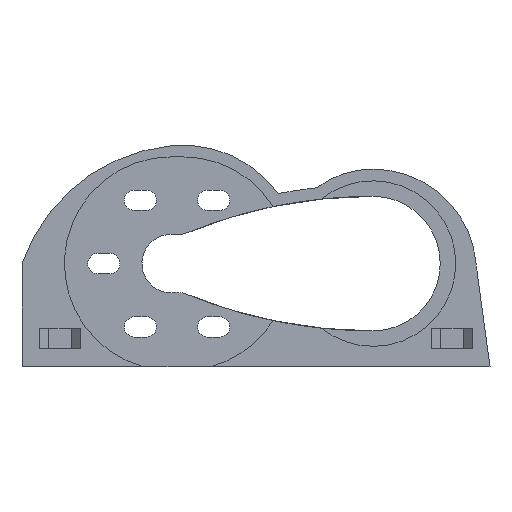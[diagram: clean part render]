
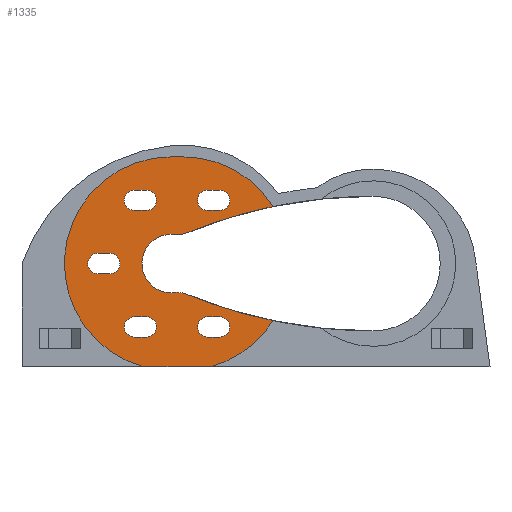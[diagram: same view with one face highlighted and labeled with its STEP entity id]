
A CAD part, left-side view. The second image highlights one B-rep face of the part: STEP entity #1335.
In plain terms, the highlighted planar face has unit normal (-1, 0, 0).
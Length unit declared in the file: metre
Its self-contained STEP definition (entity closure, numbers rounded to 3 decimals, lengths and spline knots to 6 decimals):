
#80=CIRCLE('',#1458,0.00175);
#81=CIRCLE('',#1459,0.00175);
#82=CIRCLE('',#1460,0.00175);
#83=CIRCLE('',#1461,0.00175);
#84=CIRCLE('',#1462,0.00175);
#85=CIRCLE('',#1463,0.00175);
#86=CIRCLE('',#1464,0.00175);
#87=CIRCLE('',#1465,0.00175);
#88=CIRCLE('',#1466,0.00175);
#89=CIRCLE('',#1467,0.00175);
#90=CIRCLE('',#1468,0.01825);
#91=CIRCLE('',#1469,0.0845);
#92=CIRCLE('',#1470,0.005);
#93=CIRCLE('',#1471,0.005);
#94=CIRCLE('',#1472,0.0845);
#95=CIRCLE('',#1473,0.01825);
#96=CIRCLE('',#1474,0.01825);
#175=ORIENTED_EDGE('',*,*,#569,.T.);
#176=ORIENTED_EDGE('',*,*,#570,.F.);
#177=ORIENTED_EDGE('',*,*,#571,.T.);
#178=ORIENTED_EDGE('',*,*,#572,.T.);
#179=ORIENTED_EDGE('',*,*,#573,.F.);
#180=ORIENTED_EDGE('',*,*,#574,.T.);
#181=ORIENTED_EDGE('',*,*,#575,.T.);
#182=ORIENTED_EDGE('',*,*,#576,.T.);
#183=ORIENTED_EDGE('',*,*,#577,.T.);
#184=ORIENTED_EDGE('',*,*,#578,.T.);
#185=ORIENTED_EDGE('',*,*,#579,.T.);
#186=ORIENTED_EDGE('',*,*,#580,.T.);
#187=ORIENTED_EDGE('',*,*,#581,.T.);
#188=ORIENTED_EDGE('',*,*,#582,.T.);
#189=ORIENTED_EDGE('',*,*,#583,.F.);
#190=ORIENTED_EDGE('',*,*,#584,.T.);
#191=ORIENTED_EDGE('',*,*,#585,.T.);
#192=ORIENTED_EDGE('',*,*,#586,.T.);
#193=ORIENTED_EDGE('',*,*,#587,.F.);
#194=ORIENTED_EDGE('',*,*,#588,.T.);
#195=ORIENTED_EDGE('',*,*,#589,.F.);
#196=ORIENTED_EDGE('',*,*,#590,.F.);
#197=ORIENTED_EDGE('',*,*,#591,.F.);
#198=ORIENTED_EDGE('',*,*,#592,.T.);
#199=ORIENTED_EDGE('',*,*,#593,.T.);
#200=ORIENTED_EDGE('',*,*,#594,.F.);
#201=ORIENTED_EDGE('',*,*,#595,.T.);
#202=ORIENTED_EDGE('',*,*,#596,.F.);
#203=ORIENTED_EDGE('',*,*,#597,.F.);
#204=ORIENTED_EDGE('',*,*,#598,.F.);
#569=EDGE_CURVE('',#766,#767,#80,.T.);
#570=EDGE_CURVE('',#768,#767,#863,.T.);
#571=EDGE_CURVE('',#768,#769,#81,.T.);
#572=EDGE_CURVE('',#769,#766,#864,.T.);
#573=EDGE_CURVE('',#770,#771,#865,.T.);
#574=EDGE_CURVE('',#770,#772,#82,.T.);
#575=EDGE_CURVE('',#772,#773,#866,.T.);
#576=EDGE_CURVE('',#773,#771,#83,.T.);
#577=EDGE_CURVE('',#774,#775,#84,.T.);
#578=EDGE_CURVE('',#775,#776,#867,.T.);
#579=EDGE_CURVE('',#776,#777,#85,.T.);
#580=EDGE_CURVE('',#777,#774,#868,.T.);
#581=EDGE_CURVE('',#778,#779,#869,.T.);
#582=EDGE_CURVE('',#779,#780,#86,.T.);
#583=EDGE_CURVE('',#781,#780,#870,.T.);
#584=EDGE_CURVE('',#781,#778,#87,.T.);
#585=EDGE_CURVE('',#782,#783,#871,.T.);
#586=EDGE_CURVE('',#783,#784,#88,.T.);
#587=EDGE_CURVE('',#785,#784,#872,.T.);
#588=EDGE_CURVE('',#785,#782,#89,.T.);
#589=EDGE_CURVE('',#786,#787,#873,.T.);
#590=EDGE_CURVE('',#788,#786,#90,.T.);
#591=EDGE_CURVE('',#789,#788,#91,.T.);
#592=EDGE_CURVE('',#789,#790,#92,.T.);
#593=EDGE_CURVE('',#790,#791,#93,.T.);
#594=EDGE_CURVE('',#792,#791,#874,.T.);
#595=EDGE_CURVE('',#792,#793,#94,.T.);
#596=EDGE_CURVE('',#794,#793,#95,.T.);
#597=EDGE_CURVE('',#795,#794,#875,.T.);
#598=EDGE_CURVE('',#787,#795,#96,.T.);
#766=VERTEX_POINT('',#2110);
#767=VERTEX_POINT('',#2111);
#768=VERTEX_POINT('',#2113);
#769=VERTEX_POINT('',#2115);
#770=VERTEX_POINT('',#2118);
#771=VERTEX_POINT('',#2119);
#772=VERTEX_POINT('',#2121);
#773=VERTEX_POINT('',#2123);
#774=VERTEX_POINT('',#2126);
#775=VERTEX_POINT('',#2127);
#776=VERTEX_POINT('',#2129);
#777=VERTEX_POINT('',#2131);
#778=VERTEX_POINT('',#2134);
#779=VERTEX_POINT('',#2135);
#780=VERTEX_POINT('',#2137);
#781=VERTEX_POINT('',#2139);
#782=VERTEX_POINT('',#2142);
#783=VERTEX_POINT('',#2143);
#784=VERTEX_POINT('',#2145);
#785=VERTEX_POINT('',#2147);
#786=VERTEX_POINT('',#2150);
#787=VERTEX_POINT('',#2151);
#788=VERTEX_POINT('',#2153);
#789=VERTEX_POINT('',#2155);
#790=VERTEX_POINT('',#2157);
#791=VERTEX_POINT('',#2159);
#792=VERTEX_POINT('',#2161);
#793=VERTEX_POINT('',#2163);
#794=VERTEX_POINT('',#2165);
#795=VERTEX_POINT('',#2167);
#863=LINE('',#2112,#992);
#864=LINE('',#2116,#993);
#865=LINE('',#2117,#994);
#866=LINE('',#2122,#995);
#867=LINE('',#2128,#996);
#868=LINE('',#2132,#997);
#869=LINE('',#2133,#998);
#870=LINE('',#2138,#999);
#871=LINE('',#2141,#1000);
#872=LINE('',#2146,#1001);
#873=LINE('',#2149,#1002);
#874=LINE('',#2160,#1003);
#875=LINE('',#2166,#1004);
#992=VECTOR('',#1669,1.);
#993=VECTOR('',#1672,1.);
#994=VECTOR('',#1673,1.);
#995=VECTOR('',#1676,1.);
#996=VECTOR('',#1681,1.);
#997=VECTOR('',#1684,1.);
#998=VECTOR('',#1685,1.);
#999=VECTOR('',#1688,1.);
#1000=VECTOR('',#1691,1.);
#1001=VECTOR('',#1694,1.);
#1002=VECTOR('',#1697,1.);
#1003=VECTOR('',#1706,1.);
#1004=VECTOR('',#1711,1.);
#1104=EDGE_LOOP('',(#175,#176,#177,#178));
#1105=EDGE_LOOP('',(#179,#180,#181,#182));
#1106=EDGE_LOOP('',(#183,#184,#185,#186));
#1107=EDGE_LOOP('',(#187,#188,#189,#190));
#1108=EDGE_LOOP('',(#191,#192,#193,#194));
#1109=EDGE_LOOP('',(#195,#196,#197,#198,#199,#200,#201,#202,#203,#204));
#1203=FACE_BOUND('',#1104,.T.);
#1204=FACE_BOUND('',#1105,.T.);
#1205=FACE_BOUND('',#1106,.T.);
#1206=FACE_BOUND('',#1107,.T.);
#1207=FACE_BOUND('',#1108,.T.);
#1208=FACE_BOUND('',#1109,.T.);
#1294=PLANE('',#1457);
#1335=ADVANCED_FACE('',(#1203,#1204,#1205,#1206,#1207,#1208),#1294,.F.);
#1457=AXIS2_PLACEMENT_3D('',#2108,#1665,#1666);
#1458=AXIS2_PLACEMENT_3D('',#2109,#1667,#1668);
#1459=AXIS2_PLACEMENT_3D('',#2114,#1670,#1671);
#1460=AXIS2_PLACEMENT_3D('',#2120,#1674,#1675);
#1461=AXIS2_PLACEMENT_3D('',#2124,#1677,#1678);
#1462=AXIS2_PLACEMENT_3D('',#2125,#1679,#1680);
#1463=AXIS2_PLACEMENT_3D('',#2130,#1682,#1683);
#1464=AXIS2_PLACEMENT_3D('',#2136,#1686,#1687);
#1465=AXIS2_PLACEMENT_3D('',#2140,#1689,#1690);
#1466=AXIS2_PLACEMENT_3D('',#2144,#1692,#1693);
#1467=AXIS2_PLACEMENT_3D('',#2148,#1695,#1696);
#1468=AXIS2_PLACEMENT_3D('',#2152,#1698,#1699);
#1469=AXIS2_PLACEMENT_3D('',#2154,#1700,#1701);
#1470=AXIS2_PLACEMENT_3D('',#2156,#1702,#1703);
#1471=AXIS2_PLACEMENT_3D('',#2158,#1704,#1705);
#1472=AXIS2_PLACEMENT_3D('',#2162,#1707,#1708);
#1473=AXIS2_PLACEMENT_3D('',#2164,#1709,#1710);
#1474=AXIS2_PLACEMENT_3D('',#2168,#1712,#1713);
#1665=DIRECTION('',(1.,0.,0.));
#1666=DIRECTION('',(0.,1.,0.));
#1667=DIRECTION('',(1.,0.,0.));
#1668=DIRECTION('',(0.,0.,-1.));
#1669=DIRECTION('',(0.,1.,0.));
#1670=DIRECTION('',(1.,0.,0.));
#1671=DIRECTION('',(0.,0.,-1.));
#1672=DIRECTION('',(0.,1.,0.));
#1673=DIRECTION('',(0.,1.,0.));
#1674=DIRECTION('',(1.,0.,0.));
#1675=DIRECTION('',(0.,0.,-1.));
#1676=DIRECTION('',(0.,1.,0.));
#1677=DIRECTION('',(1.,0.,0.));
#1678=DIRECTION('',(0.,0.,-1.));
#1679=DIRECTION('',(1.,0.,0.));
#1680=DIRECTION('',(0.,0.,-1.));
#1681=DIRECTION('',(0.,-1.,0.));
#1682=DIRECTION('',(1.,0.,0.));
#1683=DIRECTION('',(0.,0.,-1.));
#1684=DIRECTION('',(0.,1.,0.));
#1685=DIRECTION('',(0.,1.,0.));
#1686=DIRECTION('',(1.,0.,0.));
#1687=DIRECTION('',(0.,0.,-1.));
#1688=DIRECTION('',(0.,1.,0.));
#1689=DIRECTION('',(1.,0.,0.));
#1690=DIRECTION('',(0.,0.,-1.));
#1691=DIRECTION('',(0.,1.,0.));
#1692=DIRECTION('',(1.,0.,0.));
#1693=DIRECTION('',(0.,0.,-1.));
#1694=DIRECTION('',(0.,1.,0.));
#1695=DIRECTION('',(1.,0.,0.));
#1696=DIRECTION('',(0.,0.,-1.));
#1697=DIRECTION('',(0.,1.,0.));
#1698=DIRECTION('',(1.,0.,0.));
#1699=DIRECTION('',(0.,0.,-1.));
#1700=DIRECTION('',(-1.,0.,0.));
#1701=DIRECTION('',(0.,0.,-1.));
#1702=DIRECTION('',(1.,0.,0.));
#1703=DIRECTION('',(0.,0.,-1.));
#1704=DIRECTION('',(1.,0.,0.));
#1705=DIRECTION('',(0.,0.,-1.));
#1706=DIRECTION('',(0.,1.,0.));
#1707=DIRECTION('',(1.,0.,0.));
#1708=DIRECTION('',(0.,0.,-1.));
#1709=DIRECTION('',(1.,0.,0.));
#1710=DIRECTION('',(0.,0.,-1.));
#1711=DIRECTION('',(0.,-1.,0.));
#1712=DIRECTION('',(1.,0.,0.));
#1713=DIRECTION('',(0.,0.,-1.));
#2108=CARTESIAN_POINT('',(-0.0014,0.01825,0.));
#2109=CARTESIAN_POINT('',(-0.0014,0.02825,-0.010825));
#2110=CARTESIAN_POINT('',(-0.0014,0.02825,-0.012575));
#2111=CARTESIAN_POINT('',(-0.0014,0.02825,-0.009075));
#2112=CARTESIAN_POINT('',(-0.0014,0.02725,-0.009075));
#2113=CARTESIAN_POINT('',(-0.0014,0.02625,-0.009075));
#2114=CARTESIAN_POINT('',(-0.0014,0.02625,-0.010825));
#2115=CARTESIAN_POINT('',(-0.0014,0.02625,-0.012575));
#2116=CARTESIAN_POINT('',(-0.0014,0.02725,-0.012575));
#2117=CARTESIAN_POINT('',(-0.0014,0.02725,0.012575));
#2118=CARTESIAN_POINT('',(-0.0014,0.02625,0.012575));
#2119=CARTESIAN_POINT('',(-0.0014,0.02825,0.012575));
#2120=CARTESIAN_POINT('',(-0.0014,0.02625,0.010825));
#2121=CARTESIAN_POINT('',(-0.0014,0.02625,0.009075));
#2122=CARTESIAN_POINT('',(-0.0014,0.02725,0.009075));
#2123=CARTESIAN_POINT('',(-0.0014,0.02825,0.009075));
#2124=CARTESIAN_POINT('',(-0.0014,0.02825,0.010825));
#2125=CARTESIAN_POINT('',(-0.0014,0.04075,0.010825));
#2126=CARTESIAN_POINT('',(-0.0014,0.04075,0.009075));
#2127=CARTESIAN_POINT('',(-0.0014,0.04075,0.012575));
#2128=CARTESIAN_POINT('',(-0.0014,0.03975,0.012575));
#2129=CARTESIAN_POINT('',(-0.0014,0.03875,0.012575));
#2130=CARTESIAN_POINT('',(-0.0014,0.03875,0.010825));
#2131=CARTESIAN_POINT('',(-0.0014,0.03875,0.009075));
#2132=CARTESIAN_POINT('',(-0.0014,0.039255,0.009075));
#2133=CARTESIAN_POINT('',(-0.0014,0.046,-0.00175));
#2134=CARTESIAN_POINT('',(-0.0014,0.045,-0.00175));
#2135=CARTESIAN_POINT('',(-0.0014,0.047,-0.00175));
#2136=CARTESIAN_POINT('',(-0.0014,0.047,0.));
#2137=CARTESIAN_POINT('',(-0.0014,0.047,0.00175));
#2138=CARTESIAN_POINT('',(-0.0014,0.046,0.00175));
#2139=CARTESIAN_POINT('',(-0.0014,0.045,0.00175));
#2140=CARTESIAN_POINT('',(-0.0014,0.045,0.));
#2141=CARTESIAN_POINT('',(-0.0014,0.03975,-0.012575));
#2142=CARTESIAN_POINT('',(-0.0014,0.03875,-0.012575));
#2143=CARTESIAN_POINT('',(-0.0014,0.04075,-0.012575));
#2144=CARTESIAN_POINT('',(-0.0014,0.04075,-0.010825));
#2145=CARTESIAN_POINT('',(-0.0014,0.04075,-0.009075));
#2146=CARTESIAN_POINT('',(-0.0014,0.039255,-0.009075));
#2147=CARTESIAN_POINT('',(-0.0014,0.03875,-0.009075));
#2148=CARTESIAN_POINT('',(-0.0014,0.03875,-0.010825));
#2149=CARTESIAN_POINT('',(-0.0014,0.01825,-0.0176));
#2150=CARTESIAN_POINT('',(-0.0014,0.027673,-0.0176));
#2151=CARTESIAN_POINT('',(-0.0014,0.039327,-0.0176));
#2152=CARTESIAN_POINT('',(-0.0014,0.0325,0.));
#2153=CARTESIAN_POINT('',(-0.0014,0.017077,-0.009756));
#2154=CARTESIAN_POINT('',(-0.0014,0.,0.073));
#2155=CARTESIAN_POINT('',(-0.0014,0.0325,-0.005));
#2156=CARTESIAN_POINT('',(-0.0014,0.0325,0.));
#2157=CARTESIAN_POINT('',(-0.0014,0.0335,-0.004899));
#2158=CARTESIAN_POINT('',(-0.0014,0.0345,0.));
#2159=CARTESIAN_POINT('',(-0.0014,0.0345,0.005));
#2160=CARTESIAN_POINT('',(-0.0014,0.0335,0.005));
#2161=CARTESIAN_POINT('',(-0.0014,0.0325,0.005));
#2162=CARTESIAN_POINT('',(-0.0014,0.,-0.073));
#2163=CARTESIAN_POINT('',(-0.0014,0.017077,0.009756));
#2164=CARTESIAN_POINT('',(-0.0014,0.0325,0.));
#2165=CARTESIAN_POINT('',(-0.0014,0.0325,0.01825));
#2166=CARTESIAN_POINT('',(-0.0014,0.0335,0.01825));
#2167=CARTESIAN_POINT('',(-0.0014,0.0345,0.01825));
#2168=CARTESIAN_POINT('',(-0.0014,0.0345,0.));
